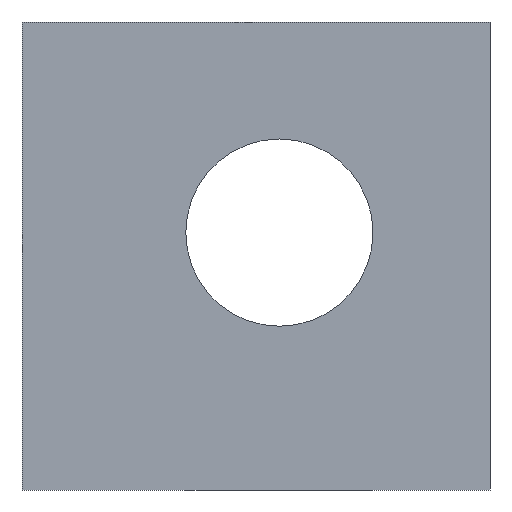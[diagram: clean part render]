
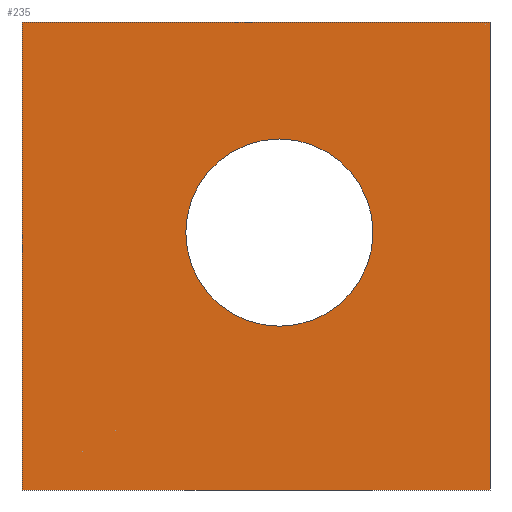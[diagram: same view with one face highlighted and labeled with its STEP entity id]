
A CAD part, front view. The second image highlights one B-rep face of the part: STEP entity #235.
In plain terms, the highlighted planar face has unit normal (0, -1, 0).
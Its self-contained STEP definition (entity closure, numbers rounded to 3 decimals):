
#18=FACE_BOUND('',#54,.T.);
#26=PLANE('',#267);
#38=FACE_OUTER_BOUND('',#53,.T.);
#53=EDGE_LOOP('',(#203,#204,#205,#206));
#54=EDGE_LOOP('',(#207));
#77=LINE('',#383,#101);
#79=LINE('',#387,#103);
#80=LINE('',#389,#104);
#81=LINE('',#390,#105);
#101=VECTOR('',#318,10.);
#103=VECTOR('',#322,10.);
#104=VECTOR('',#323,10.);
#105=VECTOR('',#324,10.);
#113=CIRCLE('',#261,10.);
#119=VERTEX_POINT('',#349);
#130=VERTEX_POINT('',#380);
#131=VERTEX_POINT('',#382);
#132=VERTEX_POINT('',#386);
#133=VERTEX_POINT('',#388);
#142=EDGE_CURVE('',#119,#119,#113,.T.);
#157=EDGE_CURVE('',#131,#130,#77,.T.);
#159=EDGE_CURVE('',#132,#131,#79,.T.);
#160=EDGE_CURVE('',#130,#133,#80,.T.);
#161=EDGE_CURVE('',#133,#132,#81,.T.);
#203=ORIENTED_EDGE('',*,*,#159,.T.);
#204=ORIENTED_EDGE('',*,*,#157,.T.);
#205=ORIENTED_EDGE('',*,*,#160,.T.);
#206=ORIENTED_EDGE('',*,*,#161,.T.);
#207=ORIENTED_EDGE('',*,*,#142,.T.);
#235=ADVANCED_FACE('',(#38,#18),#26,.F.);
#261=AXIS2_PLACEMENT_3D('',#351,#292,#293);
#267=AXIS2_PLACEMENT_3D('',#385,#320,#321);
#292=DIRECTION('center_axis',(0.,1.,0.));
#293=DIRECTION('ref_axis',(0.,0.,1.));
#318=DIRECTION('',(0.,0.,1.));
#320=DIRECTION('center_axis',(0.,1.,0.));
#321=DIRECTION('ref_axis',(0.,0.,-1.));
#322=DIRECTION('',(1.,0.,0.));
#323=DIRECTION('',(-1.,0.,0.));
#324=DIRECTION('',(0.,0.,-1.));
#349=CARTESIAN_POINT('',(27.5,0.,-32.5));
#351=CARTESIAN_POINT('Origin',(27.5,0.,-22.5));
#380=CARTESIAN_POINT('',(50.,0.,0.));
#382=CARTESIAN_POINT('',(50.,0.,-50.));
#383=CARTESIAN_POINT('',(50.,0.,-25.));
#385=CARTESIAN_POINT('Origin',(25.,0.,-25.));
#386=CARTESIAN_POINT('',(0.,0.,-50.));
#387=CARTESIAN_POINT('',(25.,0.,-50.));
#388=CARTESIAN_POINT('',(0.,0.,0.));
#389=CARTESIAN_POINT('',(25.,0.,0.));
#390=CARTESIAN_POINT('',(0.,0.,-25.));
